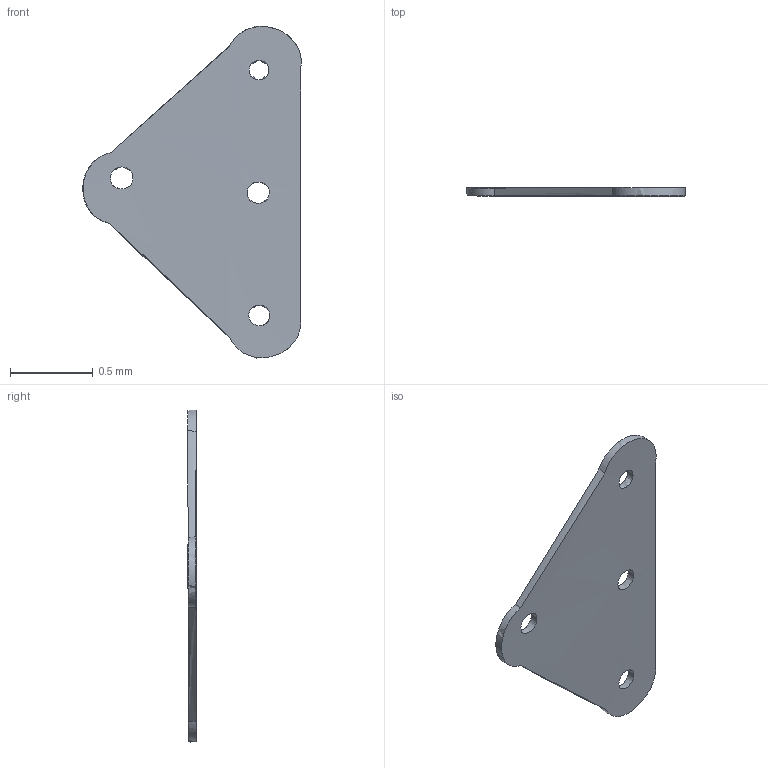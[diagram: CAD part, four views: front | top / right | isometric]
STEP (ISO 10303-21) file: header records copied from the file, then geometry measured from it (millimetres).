
FILE_DESCRIPTION(('Open CASCADE Model'),'2;1');
FILE_NAME('Open CASCADE Shape Model','2024-07-28T00:57:13',('Author'),( 'Open CASCADE'),'Open CASCADE STEP processor 7.5','Open CASCADE 7.5' ,'Unknown');
FILE_SCHEMA(('CONFIG_CONTROL_DESIGN'));
Length unit declared in the file: millimetre
Products named in the file (1): Open CASCADE STEP translator 7.5 1856
Bounding box: 1.32 x 0.05 x 2.01 mm (x, y, z)
Volume: 0.1 mm3; surface area: 3.6 mm2
Topology: 1 solids, 1 shells, 17 faces, 45 edges, 30 vertices
Faces by surface type: bspline 17
Entity records: 1522 total; most frequent: CARTESIAN_POINT 866, B_SPLINE_CURVE_WITH_KNOTS 135, ORIENTED_EDGE 90, PCURVE 90, DEFINITIONAL_REPRESENTATION 90, EDGE_CURVE 45, SURFACE_CURVE 45, VERTEX_POINT 30
